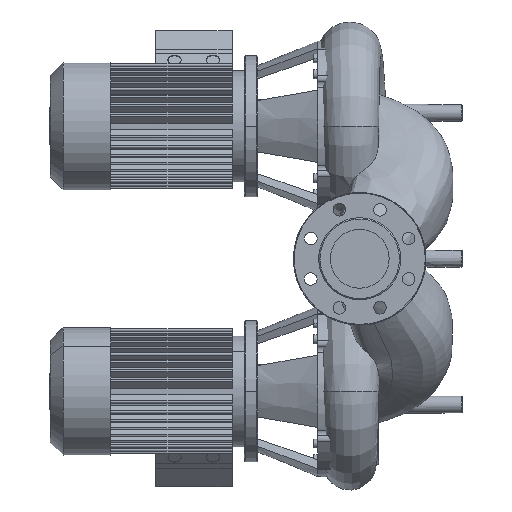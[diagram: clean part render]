
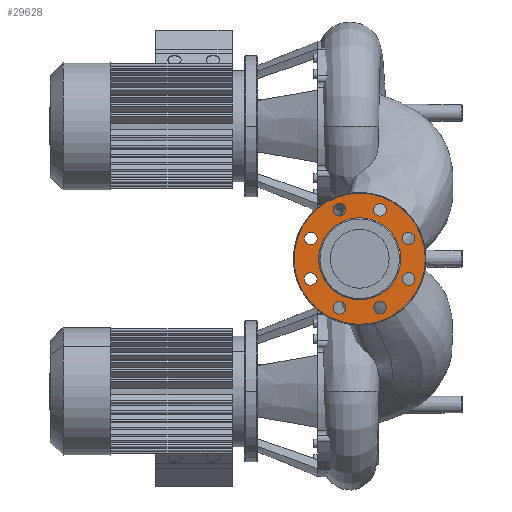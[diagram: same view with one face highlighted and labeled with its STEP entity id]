
A CAD part, left-side view. The second image highlights one B-rep face of the part: STEP entity #29628.
In plain terms, the highlighted free-form (B-spline) face has degree [1, 1] with [2, 2] control points.
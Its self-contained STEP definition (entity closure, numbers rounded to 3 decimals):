
#28559=CARTESIAN_POINT('',(2.,0.,-99.));
#28560=VERTEX_POINT('',#28559);
#28576=CARTESIAN_POINT('',(2.,0.,99.));
#28577=VERTEX_POINT('',#28576);
#28585=CARTESIAN_POINT('',(2.,-99.,0.0));
#28586=VERTEX_POINT('',#28585);
#28587=CARTESIAN_POINT('',(2.,0.,0.0));
#28588=DIRECTION('',(-1.0,0.0,0.0));
#28589=DIRECTION('',(0.0,-1.0,0.0));
#28590=AXIS2_PLACEMENT_3D('',#28587,#28588,#28589);
#28591=CIRCLE('',#28590,99.);
#28592=EDGE_CURVE('',#28586,#28577,#28591,.T.);
#28594=CARTESIAN_POINT('',(2.,0.,0.0));
#28595=DIRECTION('',(-1.0,0.0,0.0));
#28596=DIRECTION('',(0.0,-1.0,0.0));
#28597=AXIS2_PLACEMENT_3D('',#28594,#28595,#28596);
#28598=CIRCLE('',#28597,99.);
#28599=EDGE_CURVE('',#28560,#28586,#28598,.T.);
#28630=CARTESIAN_POINT('',(2.,-62.,0.0));
#28631=VERTEX_POINT('',#28630);
#28640=CARTESIAN_POINT('',(2.,62.,0.));
#28641=VERTEX_POINT('',#28640);
#28642=CARTESIAN_POINT('',(2.,0.,0.0));
#28643=DIRECTION('',(-1.0,0.0,0.0));
#28644=DIRECTION('',(0.0,-1.0,0.0));
#28645=AXIS2_PLACEMENT_3D('',#28642,#28643,#28644);
#28646=CIRCLE('',#28645,62.);
#28647=EDGE_CURVE('',#28631,#28641,#28646,.T.);
#28693=CARTESIAN_POINT('',(2.,-73.91,21.115));
#28694=VERTEX_POINT('',#28693);
#28703=CARTESIAN_POINT('',(2.,-73.91,40.115));
#28704=VERTEX_POINT('',#28703);
#28705=CARTESIAN_POINT('',(2.,-73.91,30.615));
#28706=DIRECTION('',(-1.0,0.0,0.0));
#28707=DIRECTION('',(0.0,0.0,-1.0));
#28708=AXIS2_PLACEMENT_3D('',#28705,#28706,#28707);
#28709=CIRCLE('',#28708,9.5);
#28710=EDGE_CURVE('',#28694,#28704,#28709,.T.);
#28756=CARTESIAN_POINT('',(2.,-37.332,67.193));
#28757=VERTEX_POINT('',#28756);
#28766=CARTESIAN_POINT('',(2.,-23.897,80.628));
#28767=VERTEX_POINT('',#28766);
#28768=CARTESIAN_POINT('',(2.,-30.615,73.91));
#28769=DIRECTION('',(-1.,0.,0.));
#28770=DIRECTION('',(0.,-0.707,-0.707));
#28771=AXIS2_PLACEMENT_3D('',#28768,#28769,#28770);
#28772=CIRCLE('',#28771,9.5);
#28773=EDGE_CURVE('',#28757,#28767,#28772,.T.);
#28819=CARTESIAN_POINT('',(2.,21.115,73.91));
#28820=VERTEX_POINT('',#28819);
#28829=CARTESIAN_POINT('',(2.,40.115,73.91));
#28830=VERTEX_POINT('',#28829);
#28831=CARTESIAN_POINT('',(2.,30.615,73.91));
#28832=DIRECTION('',(-1.0,0.0,0.0));
#28833=DIRECTION('',(0.0,-1.0,0.0));
#28834=AXIS2_PLACEMENT_3D('',#28831,#28832,#28833);
#28835=CIRCLE('',#28834,9.5);
#28836=EDGE_CURVE('',#28820,#28830,#28835,.T.);
#28882=CARTESIAN_POINT('',(2.,67.193,37.332));
#28883=VERTEX_POINT('',#28882);
#28892=CARTESIAN_POINT('',(2.,80.628,23.897));
#28893=VERTEX_POINT('',#28892);
#28894=CARTESIAN_POINT('',(2.,73.91,30.615));
#28895=DIRECTION('',(-1.,0.,0.));
#28896=DIRECTION('',(0.,-0.707,0.707));
#28897=AXIS2_PLACEMENT_3D('',#28894,#28895,#28896);
#28898=CIRCLE('',#28897,9.5);
#28899=EDGE_CURVE('',#28883,#28893,#28898,.T.);
#28945=CARTESIAN_POINT('',(2.,73.91,-21.115));
#28946=VERTEX_POINT('',#28945);
#28955=CARTESIAN_POINT('',(2.,73.91,-40.115));
#28956=VERTEX_POINT('',#28955);
#28957=CARTESIAN_POINT('',(2.,73.91,-30.615));
#28958=DIRECTION('',(-1.0,0.0,0.0));
#28959=DIRECTION('',(0.0,0.0,1.0));
#28960=AXIS2_PLACEMENT_3D('',#28957,#28958,#28959);
#28961=CIRCLE('',#28960,9.5);
#28962=EDGE_CURVE('',#28946,#28956,#28961,.T.);
#29008=CARTESIAN_POINT('',(2.,37.332,-67.193));
#29009=VERTEX_POINT('',#29008);
#29018=CARTESIAN_POINT('',(2.,23.897,-80.628));
#29019=VERTEX_POINT('',#29018);
#29020=CARTESIAN_POINT('',(2.,30.615,-73.91));
#29021=DIRECTION('',(-1.0,0.,0.));
#29022=DIRECTION('',(0.,0.707,0.707));
#29023=AXIS2_PLACEMENT_3D('',#29020,#29021,#29022);
#29024=CIRCLE('',#29023,9.5);
#29025=EDGE_CURVE('',#29009,#29019,#29024,.T.);
#29071=CARTESIAN_POINT('',(2.,-21.115,-73.91));
#29072=VERTEX_POINT('',#29071);
#29081=CARTESIAN_POINT('',(2.,-40.115,-73.91));
#29082=VERTEX_POINT('',#29081);
#29083=CARTESIAN_POINT('',(2.,-30.615,-73.91));
#29084=DIRECTION('',(-1.0,0.0,0.0));
#29085=DIRECTION('',(0.0,1.0,0.0));
#29086=AXIS2_PLACEMENT_3D('',#29083,#29084,#29085);
#29087=CIRCLE('',#29086,9.5);
#29088=EDGE_CURVE('',#29072,#29082,#29087,.T.);
#29134=CARTESIAN_POINT('',(2.,-67.193,-37.332));
#29135=VERTEX_POINT('',#29134);
#29144=CARTESIAN_POINT('',(2.,-80.628,-23.897));
#29145=VERTEX_POINT('',#29144);
#29146=CARTESIAN_POINT('',(2.,-73.91,-30.615));
#29147=DIRECTION('',(-1.0,0.,0.));
#29148=DIRECTION('',(0.,0.707,-0.707));
#29149=AXIS2_PLACEMENT_3D('',#29146,#29147,#29148);
#29150=CIRCLE('',#29149,9.5);
#29151=EDGE_CURVE('',#29135,#29145,#29150,.T.);
#29206=CARTESIAN_POINT('',(2.,-73.91,-30.615));
#29207=DIRECTION('',(-1.0,0.,0.));
#29208=DIRECTION('',(0.,0.707,-0.707));
#29209=AXIS2_PLACEMENT_3D('',#29206,#29207,#29208);
#29210=CIRCLE('',#29209,9.5);
#29211=EDGE_CURVE('',#29145,#29135,#29210,.T.);
#29251=CARTESIAN_POINT('',(2.,-30.615,-73.91));
#29252=DIRECTION('',(-1.0,0.0,0.0));
#29253=DIRECTION('',(0.0,1.0,0.0));
#29254=AXIS2_PLACEMENT_3D('',#29251,#29252,#29253);
#29255=CIRCLE('',#29254,9.5);
#29256=EDGE_CURVE('',#29082,#29072,#29255,.T.);
#29296=CARTESIAN_POINT('',(2.,30.615,-73.91));
#29297=DIRECTION('',(-1.0,0.,0.));
#29298=DIRECTION('',(0.,0.707,0.707));
#29299=AXIS2_PLACEMENT_3D('',#29296,#29297,#29298);
#29300=CIRCLE('',#29299,9.5);
#29301=EDGE_CURVE('',#29019,#29009,#29300,.T.);
#29341=CARTESIAN_POINT('',(2.,73.91,-30.615));
#29342=DIRECTION('',(-1.0,0.0,0.0));
#29343=DIRECTION('',(0.0,0.0,1.0));
#29344=AXIS2_PLACEMENT_3D('',#29341,#29342,#29343);
#29345=CIRCLE('',#29344,9.5);
#29346=EDGE_CURVE('',#28956,#28946,#29345,.T.);
#29386=CARTESIAN_POINT('',(2.,73.91,30.615));
#29387=DIRECTION('',(-1.,0.,0.));
#29388=DIRECTION('',(0.,-0.707,0.707));
#29389=AXIS2_PLACEMENT_3D('',#29386,#29387,#29388);
#29390=CIRCLE('',#29389,9.5);
#29391=EDGE_CURVE('',#28893,#28883,#29390,.T.);
#29431=CARTESIAN_POINT('',(2.,30.615,73.91));
#29432=DIRECTION('',(-1.0,0.0,0.0));
#29433=DIRECTION('',(0.0,-1.0,0.0));
#29434=AXIS2_PLACEMENT_3D('',#29431,#29432,#29433);
#29435=CIRCLE('',#29434,9.5);
#29436=EDGE_CURVE('',#28830,#28820,#29435,.T.);
#29476=CARTESIAN_POINT('',(2.,-30.615,73.91));
#29477=DIRECTION('',(-1.,0.,0.));
#29478=DIRECTION('',(0.,-0.707,-0.707));
#29479=AXIS2_PLACEMENT_3D('',#29476,#29477,#29478);
#29480=CIRCLE('',#29479,9.5);
#29481=EDGE_CURVE('',#28767,#28757,#29480,.T.);
#29521=CARTESIAN_POINT('',(2.,-73.91,30.615));
#29522=DIRECTION('',(-1.0,0.0,0.0));
#29523=DIRECTION('',(0.0,0.0,-1.0));
#29524=AXIS2_PLACEMENT_3D('',#29521,#29522,#29523);
#29525=CIRCLE('',#29524,9.5);
#29526=EDGE_CURVE('',#28704,#28694,#29525,.T.);
#29566=CARTESIAN_POINT('',(2.,0.,0.0));
#29567=DIRECTION('',(-1.0,0.0,0.0));
#29568=DIRECTION('',(0.0,-1.0,0.0));
#29569=AXIS2_PLACEMENT_3D('',#29566,#29567,#29568);
#29570=CIRCLE('',#29569,62.);
#29571=EDGE_CURVE('',#28641,#28631,#29570,.T.);
#29576=CARTESIAN_POINT('',(2.,-99.,-99.));
#29577=CARTESIAN_POINT('',(2.,-99.,99.));
#29578=CARTESIAN_POINT('',(2.,99.,-99.));
#29579=CARTESIAN_POINT('',(2.,99.,99.));
#29580=B_SPLINE_SURFACE_WITH_KNOTS('',1,1,((#29576,#29578),(#29577,#29579)),.UNSPECIFIED.,.F.,.F.,.U.,(2,2),(2,2),(0.0,198.),(0.0,198.),.UNSPECIFIED.);
#29581=ORIENTED_EDGE('',*,*,#28592,.T.);
#29582=CARTESIAN_POINT('',(2.,0.,0.0));
#29583=DIRECTION('',(-1.0,0.0,0.0));
#29584=DIRECTION('',(0.0,-1.0,0.0));
#29585=AXIS2_PLACEMENT_3D('',#29582,#29583,#29584);
#29586=CIRCLE('',#29585,99.);
#29587=EDGE_CURVE('',#28577,#28560,#29586,.T.);
#29588=ORIENTED_EDGE('',*,*,#29587,.T.);
#29589=ORIENTED_EDGE('',*,*,#28599,.T.);
#29590=EDGE_LOOP('',(#29581,#29588,#29589));
#29591=FACE_OUTER_BOUND('',#29590,.T.);
#29592=ORIENTED_EDGE('',*,*,#29211,.F.);
#29593=ORIENTED_EDGE('',*,*,#29151,.F.);
#29594=EDGE_LOOP('',(#29592,#29593));
#29595=FACE_BOUND('',#29594,.T.);
#29596=ORIENTED_EDGE('',*,*,#29256,.F.);
#29597=ORIENTED_EDGE('',*,*,#29088,.F.);
#29598=EDGE_LOOP('',(#29596,#29597));
#29599=FACE_BOUND('',#29598,.T.);
#29600=ORIENTED_EDGE('',*,*,#29301,.F.);
#29601=ORIENTED_EDGE('',*,*,#29025,.F.);
#29602=EDGE_LOOP('',(#29600,#29601));
#29603=FACE_BOUND('',#29602,.T.);
#29604=ORIENTED_EDGE('',*,*,#29346,.F.);
#29605=ORIENTED_EDGE('',*,*,#28962,.F.);
#29606=EDGE_LOOP('',(#29604,#29605));
#29607=FACE_BOUND('',#29606,.T.);
#29608=ORIENTED_EDGE('',*,*,#29391,.F.);
#29609=ORIENTED_EDGE('',*,*,#28899,.F.);
#29610=EDGE_LOOP('',(#29608,#29609));
#29611=FACE_BOUND('',#29610,.T.);
#29612=ORIENTED_EDGE('',*,*,#29436,.F.);
#29613=ORIENTED_EDGE('',*,*,#28836,.F.);
#29614=EDGE_LOOP('',(#29612,#29613));
#29615=FACE_BOUND('',#29614,.T.);
#29616=ORIENTED_EDGE('',*,*,#29481,.F.);
#29617=ORIENTED_EDGE('',*,*,#28773,.F.);
#29618=EDGE_LOOP('',(#29616,#29617));
#29619=FACE_BOUND('',#29618,.T.);
#29620=ORIENTED_EDGE('',*,*,#29526,.F.);
#29621=ORIENTED_EDGE('',*,*,#28710,.F.);
#29622=EDGE_LOOP('',(#29620,#29621));
#29623=FACE_BOUND('',#29622,.T.);
#29624=ORIENTED_EDGE('',*,*,#28647,.F.);
#29625=ORIENTED_EDGE('',*,*,#29571,.F.);
#29626=EDGE_LOOP('',(#29624,#29625));
#29627=FACE_BOUND('',#29626,.T.);
#29628=ADVANCED_FACE('',(#29591,#29595,#29599,#29603,#29607,#29611,#29615,#29619,#29623,#29627),#29580,.T.);
